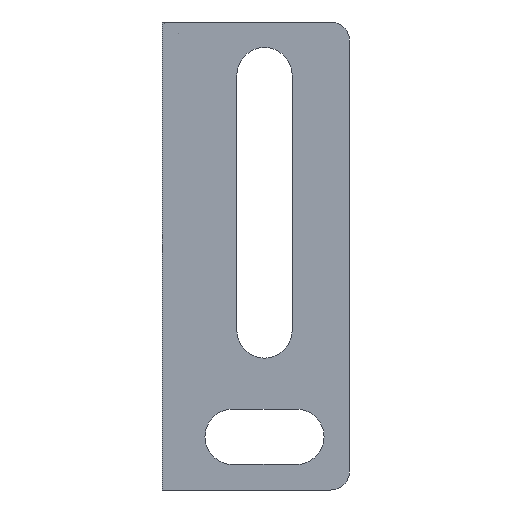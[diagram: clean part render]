
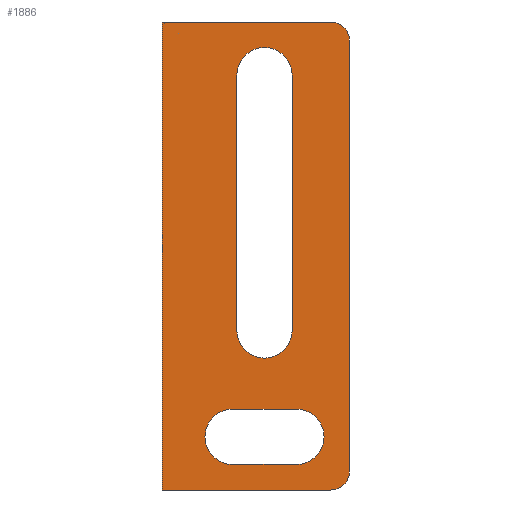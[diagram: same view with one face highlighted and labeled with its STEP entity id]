
A CAD part, front view. The second image highlights one B-rep face of the part: STEP entity #1886.
In plain terms, the highlighted planar face has unit normal (0, -1, 0).
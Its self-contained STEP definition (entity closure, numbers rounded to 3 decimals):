
#524=CARTESIAN_POINT('',(19.75,0.,-25.25));
#525=DIRECTION('',(0.,1.,0.));
#526=DIRECTION('',(1.,0.,0.));
#527=AXIS2_PLACEMENT_3D('',#524,#525,#526);
#532=DIRECTION('',(-1.,0.,0.));
#533=VECTOR('',#532,19.75);
#534=CARTESIAN_POINT('',(19.75,0.,-27.5));
#535=LINE('',#534,#533);
#539=CARTESIAN_POINT('',(19.75,0.,25.25));
#540=DIRECTION('',(0.,1.,0.));
#541=DIRECTION('',(0.,0.,1.));
#542=AXIS2_PLACEMENT_3D('',#539,#540,#541);
#547=DIRECTION('',(0.,0.,-1.));
#548=VECTOR('',#547,50.5);
#549=CARTESIAN_POINT('',(22.,0.,25.25));
#550=LINE('',#549,#548);
#554=CARTESIAN_POINT('',(12.,0.,21.25));
#555=DIRECTION('',(0.,-1.,0.));
#556=DIRECTION('',(1.,0.,0.));
#557=AXIS2_PLACEMENT_3D('',#554,#555,#556);
#562=CARTESIAN_POINT('',(12.,0.,21.25));
#563=DIRECTION('',(0.,-1.,0.));
#564=DIRECTION('',(0.,0.,1.));
#565=AXIS2_PLACEMENT_3D('',#562,#563,#564);
#570=DIRECTION('',(0.,0.,-1.));
#571=VECTOR('',#570,30.);
#572=CARTESIAN_POINT('',(8.75,0.,21.25));
#573=LINE('',#572,#571);
#577=CARTESIAN_POINT('',(12.,0.,-8.75));
#578=DIRECTION('',(0.,-1.,0.));
#579=DIRECTION('',(-1.,0.,0.));
#580=AXIS2_PLACEMENT_3D('',#577,#578,#579);
#585=CARTESIAN_POINT('',(12.,0.,-8.75));
#586=DIRECTION('',(0.,-1.,0.));
#587=DIRECTION('',(0.,0.,-1.));
#588=AXIS2_PLACEMENT_3D('',#585,#586,#587);
#593=DIRECTION('',(0.,0.,1.));
#594=VECTOR('',#593,30.);
#595=CARTESIAN_POINT('',(15.25,0.,-8.75));
#596=LINE('',#595,#594);
#600=CARTESIAN_POINT('',(8.25,0.,-21.25));
#601=DIRECTION('',(0.,-1.,0.));
#602=DIRECTION('',(0.,0.,1.));
#603=AXIS2_PLACEMENT_3D('',#600,#601,#602);
#608=DIRECTION('',(1.,0.,0.));
#609=VECTOR('',#608,7.5);
#610=CARTESIAN_POINT('',(8.25,0.,-24.5));
#611=LINE('',#610,#609);
#615=CARTESIAN_POINT('',(15.75,0.,-21.25));
#616=DIRECTION('',(0.,-1.,0.));
#617=DIRECTION('',(0.,0.,-1.));
#618=AXIS2_PLACEMENT_3D('',#615,#616,#617);
#623=DIRECTION('',(-1.,0.,0.));
#624=VECTOR('',#623,7.5);
#625=CARTESIAN_POINT('',(15.75,0.,-18.));
#626=LINE('',#625,#624);
#646=DIRECTION('',(0.,0.,-1.));
#647=VECTOR('',#646,55.);
#648=CARTESIAN_POINT('',(0.,0.,27.5));
#649=LINE('',#648,#647);
#1047=DIRECTION('',(-1.,0.,0.));
#1048=VECTOR('',#1047,19.75);
#1049=CARTESIAN_POINT('',(19.75,0.,27.5));
#1050=LINE('',#1049,#1048);
#1380=CARTESIAN_POINT('',(0.,0.,-27.5));
#1381=VERTEX_POINT('',#1380);
#1382=CARTESIAN_POINT('',(19.75,0.,-27.5));
#1383=VERTEX_POINT('',#1382);
#1494=CARTESIAN_POINT('',(0.,0.,27.5));
#1495=VERTEX_POINT('',#1494);
#1582=CARTESIAN_POINT('',(19.75,0.,27.5));
#1583=VERTEX_POINT('',#1582);
#1608=CARTESIAN_POINT('',(12.,0.,24.5));
#1609=CARTESIAN_POINT('',(8.75,0.,21.25));
#1610=VERTEX_POINT('',#1608);
#1611=VERTEX_POINT('',#1609);
#1612=CARTESIAN_POINT('',(15.25,0.,21.25));
#1613=VERTEX_POINT('',#1612);
#1614=CARTESIAN_POINT('',(22.,0.,-25.25));
#1615=VERTEX_POINT('',#1614);
#1616=CARTESIAN_POINT('',(22.,0.,25.25));
#1617=VERTEX_POINT('',#1616);
#1618=CARTESIAN_POINT('',(8.75,0.,-8.75));
#1619=VERTEX_POINT('',#1618);
#1620=CARTESIAN_POINT('',(12.,0.,-12.));
#1621=CARTESIAN_POINT('',(15.25,0.,-8.75));
#1622=VERTEX_POINT('',#1620);
#1623=VERTEX_POINT('',#1621);
#1624=CARTESIAN_POINT('',(8.25,0.,-18.));
#1625=CARTESIAN_POINT('',(8.25,0.,-24.5));
#1626=VERTEX_POINT('',#1624);
#1627=VERTEX_POINT('',#1625);
#1628=CARTESIAN_POINT('',(15.75,0.,-24.5));
#1629=VERTEX_POINT('',#1628);
#1630=CARTESIAN_POINT('',(15.75,0.,-18.));
#1631=VERTEX_POINT('',#1630);
#1845=CARTESIAN_POINT('',(0.,0.,-27.5));
#1846=DIRECTION('',(0.,-1.,0.));
#1847=DIRECTION('',(1.,0.,0.));
#1848=AXIS2_PLACEMENT_3D('',#1845,#1846,#1847);
#1849=PLANE('',#1848);
#1850=ORIENTED_EDGE('',*,*,#1836,.T.);
#1851=ORIENTED_EDGE('',*,*,#1641,.T.);
#1853=ORIENTED_EDGE('',*,*,#1852,.F.);
#1855=ORIENTED_EDGE('',*,*,#1854,.F.);
#1857=ORIENTED_EDGE('',*,*,#1856,.T.);
#1859=ORIENTED_EDGE('',*,*,#1858,.T.);
#1860=EDGE_LOOP('',(#1850,#1851,#1853,#1855,#1857,#1859));
#1861=FACE_OUTER_BOUND('',#1860,.F.);
#1863=ORIENTED_EDGE('',*,*,#1862,.T.);
#1865=ORIENTED_EDGE('',*,*,#1864,.T.);
#1867=ORIENTED_EDGE('',*,*,#1866,.T.);
#1869=ORIENTED_EDGE('',*,*,#1868,.T.);
#1871=ORIENTED_EDGE('',*,*,#1870,.T.);
#1873=ORIENTED_EDGE('',*,*,#1872,.T.);
#1874=EDGE_LOOP('',(#1863,#1865,#1867,#1869,#1871,#1873));
#1875=FACE_BOUND('',#1874,.F.);
#1877=ORIENTED_EDGE('',*,*,#1876,.T.);
#1879=ORIENTED_EDGE('',*,*,#1878,.T.);
#1881=ORIENTED_EDGE('',*,*,#1880,.T.);
#1883=ORIENTED_EDGE('',*,*,#1882,.T.);
#1884=EDGE_LOOP('',(#1877,#1879,#1881,#1883));
#1885=FACE_BOUND('',#1884,.F.);
#1886=ADVANCED_FACE('',(#1861,#1875,#1885),#1849,.T.);
#528=CIRCLE('',#527,2.25);
#543=CIRCLE('',#542,2.25);
#558=CIRCLE('',#557,3.25);
#566=CIRCLE('',#565,3.25);
#581=CIRCLE('',#580,3.25);
#589=CIRCLE('',#588,3.25);
#604=CIRCLE('',#603,3.25);
#619=CIRCLE('',#618,3.25);
#1641=EDGE_CURVE('',#1383,#1381,#535,.T.);
#1836=EDGE_CURVE('',#1615,#1383,#528,.T.);
#1852=EDGE_CURVE('',#1495,#1381,#649,.T.);
#1854=EDGE_CURVE('',#1583,#1495,#1050,.T.);
#1856=EDGE_CURVE('',#1583,#1617,#543,.T.);
#1858=EDGE_CURVE('',#1617,#1615,#550,.T.);
#1862=EDGE_CURVE('',#1613,#1610,#558,.T.);
#1864=EDGE_CURVE('',#1610,#1611,#566,.T.);
#1866=EDGE_CURVE('',#1611,#1619,#573,.T.);
#1868=EDGE_CURVE('',#1619,#1622,#581,.T.);
#1870=EDGE_CURVE('',#1622,#1623,#589,.T.);
#1872=EDGE_CURVE('',#1623,#1613,#596,.T.);
#1876=EDGE_CURVE('',#1626,#1627,#604,.T.);
#1878=EDGE_CURVE('',#1627,#1629,#611,.T.);
#1880=EDGE_CURVE('',#1629,#1631,#619,.T.);
#1882=EDGE_CURVE('',#1631,#1626,#626,.T.);
